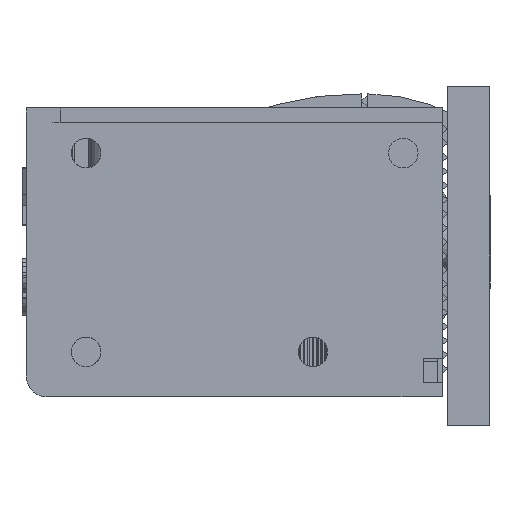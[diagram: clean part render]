
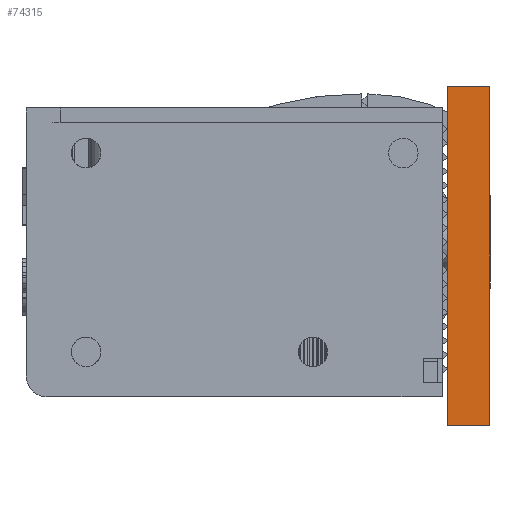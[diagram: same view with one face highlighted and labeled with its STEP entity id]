
A CAD part, front view. The second image highlights one B-rep face of the part: STEP entity #74315.
In plain terms, the highlighted planar face has unit normal (0, -1, 0).
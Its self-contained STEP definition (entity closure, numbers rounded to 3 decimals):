
#801 = VERTEX_POINT ( 'NONE', #45225 ) ;
#3622 = EDGE_CURVE ( 'NONE', #68593, #801, #66037, .T. ) ;
#5282 = VERTEX_POINT ( 'NONE', #38952 ) ;
#5468 = DIRECTION ( 'NONE',  ( 0., 1., 0. ) ) ;
#6074 = DIRECTION ( 'NONE',  ( 0., 0., -1. ) ) ;
#7292 = EDGE_CURVE ( 'NONE', #5282, #68593, #52472, .T. ) ;
#10652 = DIRECTION ( 'NONE',  ( 1., 0., 0. ) ) ;
#11439 = DIRECTION ( 'NONE',  ( 1., 0., 0. ) ) ;
#12732 = EDGE_LOOP ( 'NONE', ( #48218, #13459, #55680, #16496 ) ) ;
#13459 = ORIENTED_EDGE ( 'NONE', *, *, #71511, .F. ) ;
#16496 = ORIENTED_EDGE ( 'NONE', *, *, #7292, .T. ) ;
#16513 = CARTESIAN_POINT ( 'NONE',  ( -12., -125., 3. ) ) ;
#22390 = CARTESIAN_POINT ( 'NONE',  ( -12., -125., 0. ) ) ;
#23517 = LINE ( 'NONE', #73198, #33209 ) ;
#29421 = DIRECTION ( 'NONE',  ( 0., 0., -1. ) ) ;
#32420 = EDGE_CURVE ( 'NONE', #5282, #47816, #42138, .T. ) ;
#33209 = VECTOR ( 'NONE', #6074, 1000. ) ;
#35003 = CARTESIAN_POINT ( 'NONE',  ( -12., -125., 0. ) ) ;
#36188 = PLANE ( 'NONE',  #50089 ) ;
#38952 = CARTESIAN_POINT ( 'NONE',  ( -12., -125., 3. ) ) ;
#42138 = LINE ( 'NONE', #66802, #43332 ) ;
#43332 = VECTOR ( 'NONE', #11439, 1000. ) ;
#45225 = CARTESIAN_POINT ( 'NONE',  ( 12., -125., 0. ) ) ;
#47816 = VERTEX_POINT ( 'NONE', #71938 ) ;
#47962 = VECTOR ( 'NONE', #10652, 1000. ) ;
#48218 = ORIENTED_EDGE ( 'NONE', *, *, #3622, .T. ) ;
#50089 = AXIS2_PLACEMENT_3D ( 'NONE', #60852, #5468, #60442 ) ;
#52472 = LINE ( 'NONE', #16513, #73070 ) ;
#55680 = ORIENTED_EDGE ( 'NONE', *, *, #32420, .F. ) ;
#60442 = DIRECTION ( 'NONE',  ( 0., 0., 1. ) ) ;
#60852 = CARTESIAN_POINT ( 'NONE',  ( -12., -125., 3. ) ) ;
#66037 = LINE ( 'NONE', #22390, #47962 ) ;
#66802 = CARTESIAN_POINT ( 'NONE',  ( -12., -125., 3. ) ) ;
#68593 = VERTEX_POINT ( 'NONE', #35003 ) ;
#71511 = EDGE_CURVE ( 'NONE', #47816, #801, #23517, .T. ) ;
#71938 = CARTESIAN_POINT ( 'NONE',  ( 12., -125., 3. ) ) ;
#72978 = FACE_OUTER_BOUND ( 'NONE', #12732, .T. ) ;
#73070 = VECTOR ( 'NONE', #29421, 1000. ) ;
#73198 = CARTESIAN_POINT ( 'NONE',  ( 12., -125., 3. ) ) ;
#74315 = ADVANCED_FACE ( 'NONE', ( #72978 ), #36188, .F. ) ;
